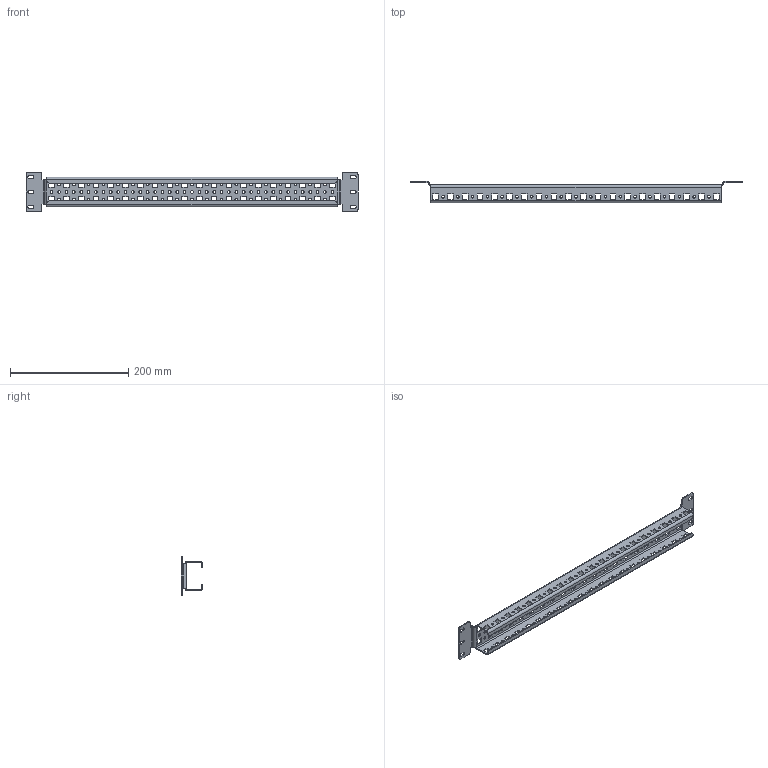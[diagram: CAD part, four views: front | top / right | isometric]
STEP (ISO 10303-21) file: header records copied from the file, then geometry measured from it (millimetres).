
FILE_DESCRIPTION (( 'STEP AP214' ), '1' );
FILE_NAME ('954.060.STEP', '2024-08-22T11:34:48', ( '' ), ( '' ), 'SwSTEP 2.0', 'SolidWorks 2021', '' );
FILE_SCHEMA (( 'AUTOMOTIVE_DESIGN' ));
Length unit declared in the file: millimetre
Products named in the file (1): 954.060
Bounding box: 561.8 x 36 x 67 mm (x, y, z)
Volume: 105177.5 mm3; surface area: 117721.1 mm2
Topology: 1 solids, 1 shells, 660 faces, 1918 edges, 1260 vertices
Faces by surface type: plane 390, cylinder 270
Entity records: 22612 total; most frequent: CARTESIAN_POINT 3839, ORIENTED_EDGE 3836, DIRECTION 3780, EDGE_CURVE 1918, LINE 1378, VECTOR 1378, VERTEX_POINT 1260, AXIS2_PLACEMENT_3D 1201
